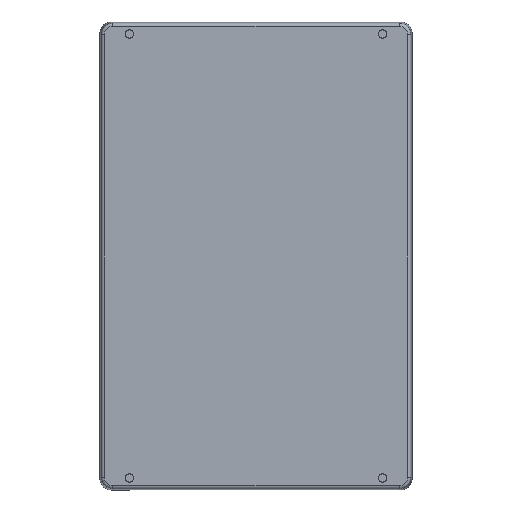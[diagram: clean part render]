
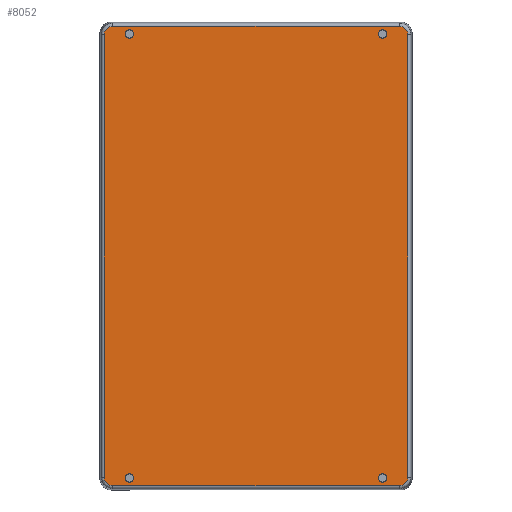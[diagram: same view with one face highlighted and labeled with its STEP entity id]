
A CAD part, left-side view. The second image highlights one B-rep face of the part: STEP entity #8052.
In plain terms, the highlighted planar face has unit normal (-1, 0, 0).
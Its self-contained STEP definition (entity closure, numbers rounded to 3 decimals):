
#446=LINE('',#14243,#962);
#448=LINE('',#14359,#964);
#449=LINE('',#14364,#965);
#452=LINE('',#14478,#968);
#962=VECTOR('',#11537,22.703);
#964=VECTOR('',#11555,14.703);
#965=VECTOR('',#11560,14.703);
#968=VECTOR('',#11577,22.703);
#1128=ELLIPSE('',#9092,0.45,0.45);
#1129=ELLIPSE('',#9094,0.45,0.45);
#1132=ELLIPSE('',#9102,0.45,0.45);
#1133=ELLIPSE('',#9104,0.45,0.45);
#1262=PLANE('',#9113);
#1684=FACE_BOUND('',#2786,.T.);
#1685=FACE_BOUND('',#2787,.T.);
#1686=FACE_BOUND('',#2788,.T.);
#1687=FACE_BOUND('',#2789,.T.);
#2141=FACE_OUTER_BOUND('',#2785,.T.);
#2785=EDGE_LOOP('',(#7093,#7094,#7095,#7096,#7097,#7098,#7099,#7100));
#2786=EDGE_LOOP('',(#7101));
#2787=EDGE_LOOP('',(#7102));
#2788=EDGE_LOOP('',(#7103));
#2789=EDGE_LOOP('',(#7104));
#3212=CIRCLE('',#8784,0.21);
#3216=CIRCLE('',#8790,0.21);
#3220=CIRCLE('',#8796,0.21);
#3224=CIRCLE('',#8802,0.21);
#3869=VERTEX_POINT('',#13689);
#3873=VERTEX_POINT('',#13699);
#3877=VERTEX_POINT('',#13709);
#3881=VERTEX_POINT('',#13719);
#4048=VERTEX_POINT('',#14236);
#4051=VERTEX_POINT('',#14241);
#4052=VERTEX_POINT('',#14294);
#4055=VERTEX_POINT('',#14350);
#4056=VERTEX_POINT('',#14355);
#4059=VERTEX_POINT('',#14362);
#4060=VERTEX_POINT('',#14416);
#4063=VERTEX_POINT('',#14472);
#4853=EDGE_CURVE('',#3869,#3869,#3212,.T.);
#4857=EDGE_CURVE('',#3873,#3873,#3216,.T.);
#4861=EDGE_CURVE('',#3877,#3877,#3220,.T.);
#4865=EDGE_CURVE('',#3881,#3881,#3224,.T.);
#5089=EDGE_CURVE('',#4051,#4048,#446,.T.);
#5092=EDGE_CURVE('',#4048,#4052,#1128,.T.);
#5094=EDGE_CURVE('',#4055,#4051,#1129,.T.);
#5098=EDGE_CURVE('',#4052,#4056,#448,.T.);
#5100=EDGE_CURVE('',#4059,#4055,#449,.T.);
#5104=EDGE_CURVE('',#4056,#4060,#1132,.T.);
#5106=EDGE_CURVE('',#4063,#4059,#1133,.T.);
#5109=EDGE_CURVE('',#4060,#4063,#452,.T.);
#7093=ORIENTED_EDGE('',*,*,#5089,.F.);
#7094=ORIENTED_EDGE('',*,*,#5094,.F.);
#7095=ORIENTED_EDGE('',*,*,#5100,.F.);
#7096=ORIENTED_EDGE('',*,*,#5106,.F.);
#7097=ORIENTED_EDGE('',*,*,#5109,.F.);
#7098=ORIENTED_EDGE('',*,*,#5104,.F.);
#7099=ORIENTED_EDGE('',*,*,#5098,.F.);
#7100=ORIENTED_EDGE('',*,*,#5092,.F.);
#7101=ORIENTED_EDGE('',*,*,#4853,.T.);
#7102=ORIENTED_EDGE('',*,*,#4857,.T.);
#7103=ORIENTED_EDGE('',*,*,#4861,.T.);
#7104=ORIENTED_EDGE('',*,*,#4865,.T.);
#8052=ADVANCED_FACE('',(#2141,#1684,#1685,#1686,#1687),#1262,.T.);
#8784=AXIS2_PLACEMENT_3D('',#13690,#10860,#10861);
#8790=AXIS2_PLACEMENT_3D('',#13700,#10872,#10873);
#8796=AXIS2_PLACEMENT_3D('',#13710,#10884,#10885);
#8802=AXIS2_PLACEMENT_3D('',#13720,#10896,#10897);
#9092=AXIS2_PLACEMENT_3D('',#14298,#11542,#11543);
#9094=AXIS2_PLACEMENT_3D('',#14352,#11546,#11547);
#9102=AXIS2_PLACEMENT_3D('',#14420,#11566,#11567);
#9104=AXIS2_PLACEMENT_3D('',#14474,#11570,#11571);
#9113=AXIS2_PLACEMENT_3D('',#14497,#11597,#11598);
#10860=DIRECTION('center_axis',(1.,0.,0.));
#10861=DIRECTION('ref_axis',(0.,0.,-1.));
#10872=DIRECTION('center_axis',(1.,0.,0.));
#10873=DIRECTION('ref_axis',(0.,0.,-1.));
#10884=DIRECTION('center_axis',(1.,0.,0.));
#10885=DIRECTION('ref_axis',(0.,0.,-1.));
#10896=DIRECTION('center_axis',(1.,0.,0.));
#10897=DIRECTION('ref_axis',(0.,0.,-1.));
#11537=DIRECTION('',(0.,0.,-1.));
#11542=DIRECTION('center_axis',(1.,0.,0.));
#11543=DIRECTION('ref_axis',(0.,-0.707,-0.707));
#11546=DIRECTION('center_axis',(1.,0.,0.));
#11547=DIRECTION('ref_axis',(0.,-0.707,0.707));
#11555=DIRECTION('',(0.,1.,0.));
#11560=DIRECTION('',(0.,-1.,0.));
#11566=DIRECTION('center_axis',(1.,0.,0.));
#11567=DIRECTION('ref_axis',(0.,0.707,-0.707));
#11570=DIRECTION('center_axis',(1.,0.,0.));
#11571=DIRECTION('ref_axis',(0.,0.707,0.707));
#11577=DIRECTION('',(0.,0.,1.));
#11597=DIRECTION('center_axis',(-1.,0.,0.));
#11598=DIRECTION('ref_axis',(0.,0.,1.));
#13689=CARTESIAN_POINT('',(0.,-6.5,11.61));
#13690=CARTESIAN_POINT('Origin',(0.,-6.5,11.4));
#13699=CARTESIAN_POINT('',(0.,-6.5,-11.19));
#13700=CARTESIAN_POINT('Origin',(0.,-6.5,-11.4));
#13709=CARTESIAN_POINT('',(0.,6.5,11.61));
#13710=CARTESIAN_POINT('Origin',(0.,6.5,11.4));
#13719=CARTESIAN_POINT('',(0.,6.5,-11.19));
#13720=CARTESIAN_POINT('Origin',(0.,6.5,-11.4));
#14236=CARTESIAN_POINT('',(0.,-7.802,-11.351));
#14241=CARTESIAN_POINT('',(0.,-7.802,11.351));
#14243=CARTESIAN_POINT('',(0.,-7.802,11.351));
#14294=CARTESIAN_POINT('',(0.,-7.352,-11.801));
#14298=CARTESIAN_POINT('Origin',(0.,-7.352,-11.351));
#14350=CARTESIAN_POINT('',(0.,-7.352,11.801));
#14352=CARTESIAN_POINT('Origin',(0.,-7.352,11.351));
#14355=CARTESIAN_POINT('',(0.,7.351,-11.801));
#14359=CARTESIAN_POINT('',(0.,-7.352,-11.801));
#14362=CARTESIAN_POINT('',(0.,7.351,11.801));
#14364=CARTESIAN_POINT('',(0.,7.351,11.801));
#14416=CARTESIAN_POINT('',(0.,7.801,-11.351));
#14420=CARTESIAN_POINT('Origin',(0.,7.351,-11.351));
#14472=CARTESIAN_POINT('',(0.,7.801,11.351));
#14474=CARTESIAN_POINT('Origin',(0.,7.351,11.351));
#14478=CARTESIAN_POINT('',(0.,7.801,-11.351));
#14497=CARTESIAN_POINT('Origin',(0.,-7.95,-12.015));
